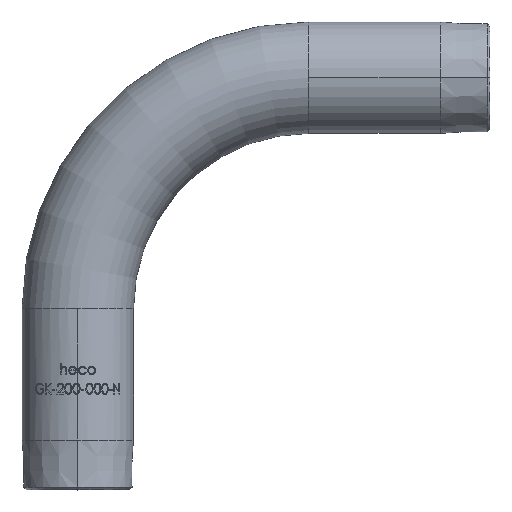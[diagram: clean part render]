
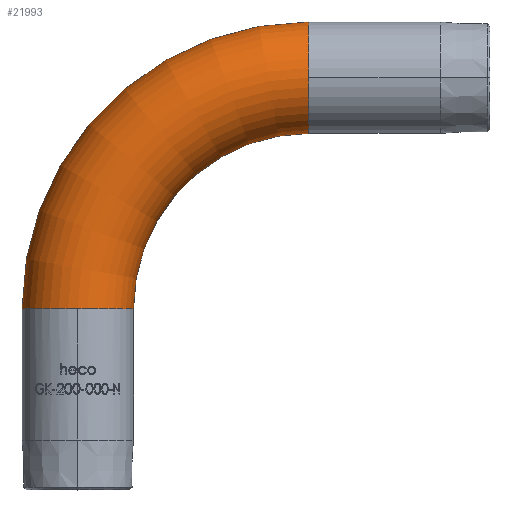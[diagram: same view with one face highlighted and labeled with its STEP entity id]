
A CAD part, top view. The second image highlights one B-rep face of the part: STEP entity #21993.
In plain terms, the highlighted toroidal (fillet/blend) face has major radius 125 mm and minor radius 30.15 mm.
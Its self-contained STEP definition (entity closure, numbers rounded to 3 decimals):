
#544 = CARTESIAN_POINT ( 'NONE',  ( 125., 30.15, 0. ) ) ;
#1105 = EDGE_CURVE ( 'NONE', #2848, #24798, #7260, .T. ) ;
#1167 = DIRECTION ( 'NONE',  ( 1., 0., 0. ) ) ;
#1753 = VERTEX_POINT ( 'NONE', #22176 ) ;
#1866 = DIRECTION ( 'NONE',  ( 0., -1., 0. ) ) ;
#1967 = VERTEX_POINT ( 'NONE', #14366 ) ;
#2848 = VERTEX_POINT ( 'NONE', #3042 ) ;
#3030 = DIRECTION ( 'NONE',  ( 0., 0., 1. ) ) ;
#3042 = CARTESIAN_POINT ( 'NONE',  ( 125., 0., 30.15 ) ) ;
#3494 = DIRECTION ( 'NONE',  ( 0., -1., 0. ) ) ;
#3633 = CARTESIAN_POINT ( 'NONE',  ( 125., -125., 0. ) ) ;
#4059 = EDGE_CURVE ( 'NONE', #1753, #1967, #21184, .T. ) ;
#4406 = AXIS2_PLACEMENT_3D ( 'NONE', #3633, #6192, #23255 ) ;
#4452 = TOROIDAL_SURFACE ( 'NONE', #30021, 125., 30.15 ) ;
#4894 = EDGE_CURVE ( 'NONE', #1967, #5199, #10061, .T. ) ;
#5199 = VERTEX_POINT ( 'NONE', #26603 ) ;
#6192 = DIRECTION ( 'NONE',  ( 0., 0., 1. ) ) ;
#6226 = VERTEX_POINT ( 'NONE', #23959 ) ;
#7260 = CIRCLE ( 'NONE', #10557, 30.15 ) ;
#7524 = AXIS2_PLACEMENT_3D ( 'NONE', #8137, #3494, #13412 ) ;
#7635 = EDGE_CURVE ( 'NONE', #24798, #6226, #13630, .T. ) ;
#7991 = DIRECTION ( 'NONE',  ( -1., 0., 0. ) ) ;
#8137 = CARTESIAN_POINT ( 'NONE',  ( 0., -125., 0. ) ) ;
#9236 = AXIS2_PLACEMENT_3D ( 'NONE', #29826, #22338, #27246 ) ;
#9674 = ORIENTED_EDGE ( 'NONE', *, *, #28562, .F. ) ;
#9829 = EDGE_CURVE ( 'NONE', #1753, #2848, #12279, .T. ) ;
#10061 = CIRCLE ( 'NONE', #28941, 30.15 ) ;
#10557 = AXIS2_PLACEMENT_3D ( 'NONE', #20420, #7991, #3030 ) ;
#11575 = CARTESIAN_POINT ( 'NONE',  ( 0., -125., 0. ) ) ;
#12279 = CIRCLE ( 'NONE', #9236, 30.15 ) ;
#13412 = DIRECTION ( 'NONE',  ( 0., 0., 1. ) ) ;
#13630 = CIRCLE ( 'NONE', #4406, 155.15 ) ;
#14366 = CARTESIAN_POINT ( 'NONE',  ( 30.15, -125., 0. ) ) ;
#16188 = CARTESIAN_POINT ( 'NONE',  ( 125., -125., 0. ) ) ;
#16689 = DIRECTION ( 'NONE',  ( 0., 0., 1. ) ) ;
#16771 = FACE_OUTER_BOUND ( 'NONE', #26669, .T. ) ;
#16934 = ORIENTED_EDGE ( 'NONE', *, *, #1105, .T. ) ;
#17519 = ORIENTED_EDGE ( 'NONE', *, *, #4894, .F. ) ;
#17750 = DIRECTION ( 'NONE',  ( 0., 0., 1. ) ) ;
#17811 = ORIENTED_EDGE ( 'NONE', *, *, #4059, .F. ) ;
#18453 = AXIS2_PLACEMENT_3D ( 'NONE', #16188, #28377, #1167 ) ;
#19375 = ORIENTED_EDGE ( 'NONE', *, *, #9829, .T. ) ;
#20124 = DIRECTION ( 'NONE',  ( 1., 0., 0. ) ) ;
#20420 = CARTESIAN_POINT ( 'NONE',  ( 125., 0., 0. ) ) ;
#21184 = CIRCLE ( 'NONE', #18453, 94.85 ) ;
#21993 = ADVANCED_FACE ( 'NONE', ( #16771 ), #4452, .T. ) ;
#22111 = ORIENTED_EDGE ( 'NONE', *, *, #7635, .T. ) ;
#22176 = CARTESIAN_POINT ( 'NONE',  ( 125., -30.15, 0. ) ) ;
#22338 = DIRECTION ( 'NONE',  ( -1., 0., 0. ) ) ;
#22775 = CARTESIAN_POINT ( 'NONE',  ( 125., -125., 0. ) ) ;
#23255 = DIRECTION ( 'NONE',  ( 1., 0., 0. ) ) ;
#23959 = CARTESIAN_POINT ( 'NONE',  ( -30.15, -125., 0. ) ) ;
#24798 = VERTEX_POINT ( 'NONE', #544 ) ;
#26603 = CARTESIAN_POINT ( 'NONE',  ( 0., -125., 30.15 ) ) ;
#26669 = EDGE_LOOP ( 'NONE', ( #16934, #22111, #9674, #17519, #17811, #19375 ) ) ;
#27246 = DIRECTION ( 'NONE',  ( 0., 0., 1. ) ) ;
#28377 = DIRECTION ( 'NONE',  ( 0., 0., 1. ) ) ;
#28562 = EDGE_CURVE ( 'NONE', #5199, #6226, #30476, .T. ) ;
#28941 = AXIS2_PLACEMENT_3D ( 'NONE', #11575, #1866, #16689 ) ;
#29826 = CARTESIAN_POINT ( 'NONE',  ( 125., 0., 0. ) ) ;
#30021 = AXIS2_PLACEMENT_3D ( 'NONE', #22775, #17750, #20124 ) ;
#30476 = CIRCLE ( 'NONE', #7524, 30.15 ) ;
